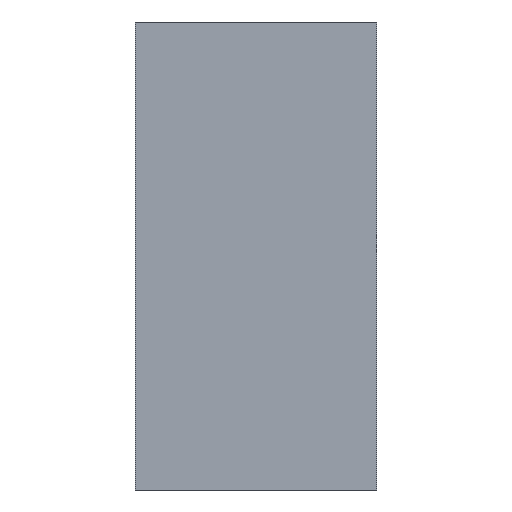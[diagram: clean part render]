
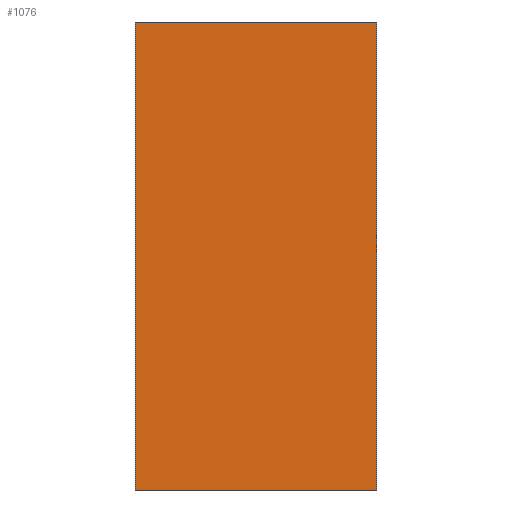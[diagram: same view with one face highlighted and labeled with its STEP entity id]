
A CAD part, left-side view. The second image highlights one B-rep face of the part: STEP entity #1076.
In plain terms, the highlighted planar face has unit normal (-1, 0, 0).
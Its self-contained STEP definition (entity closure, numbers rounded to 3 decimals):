
#66=FACE_OUTER_BOUND('',#119,.T.);
#119=EDGE_LOOP('',(#735,#736,#737,#738));
#208=LINE('',#1494,#346);
#209=LINE('',#1497,#347);
#210=LINE('',#1499,#348);
#211=LINE('',#1500,#349);
#346=VECTOR('',#1219,10.);
#347=VECTOR('',#1222,10.);
#348=VECTOR('',#1223,10.);
#349=VECTOR('',#1224,10.);
#481=VERTEX_POINT('',#1487);
#484=VERTEX_POINT('',#1492);
#485=VERTEX_POINT('',#1496);
#486=VERTEX_POINT('',#1498);
#584=EDGE_CURVE('',#484,#481,#208,.T.);
#585=EDGE_CURVE('',#485,#481,#209,.T.);
#586=EDGE_CURVE('',#484,#486,#210,.T.);
#587=EDGE_CURVE('',#486,#485,#211,.T.);
#735=ORIENTED_EDGE('',*,*,#585,.T.);
#736=ORIENTED_EDGE('',*,*,#584,.F.);
#737=ORIENTED_EDGE('',*,*,#586,.T.);
#738=ORIENTED_EDGE('',*,*,#587,.T.);
#1029=PLANE('',#1143);
#1076=ADVANCED_FACE('',(#66),#1029,.T.);
#1143=AXIS2_PLACEMENT_3D('',#1495,#1220,#1221);
#1219=DIRECTION('',(0.,-1.,0.));
#1220=DIRECTION('center_axis',(-1.,0.,0.));
#1221=DIRECTION('ref_axis',(0.,-1.,0.));
#1222=DIRECTION('',(0.,0.,1.));
#1223=DIRECTION('',(0.,0.,-1.));
#1224=DIRECTION('',(0.,-1.,0.));
#1487=CARTESIAN_POINT('',(-71.,-47.,46.));
#1492=CARTESIAN_POINT('',(-71.,3.,46.));
#1494=CARTESIAN_POINT('',(-71.,-22.,46.));
#1495=CARTESIAN_POINT('Origin',(-71.,-22.,-3.));
#1496=CARTESIAN_POINT('',(-71.,-47.,-51.));
#1497=CARTESIAN_POINT('',(-71.,-47.,-3.));
#1498=CARTESIAN_POINT('',(-71.,3.,-51.));
#1499=CARTESIAN_POINT('',(-71.,3.,-3.));
#1500=CARTESIAN_POINT('',(-71.,-22.,-51.));
